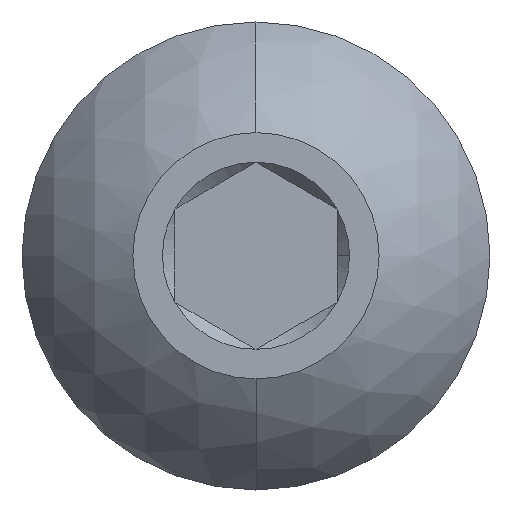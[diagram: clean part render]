
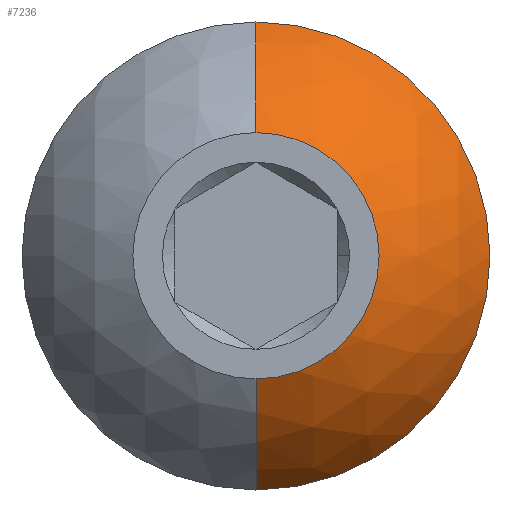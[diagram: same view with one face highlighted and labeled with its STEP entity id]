
A CAD part, top view. The second image highlights one B-rep face of the part: STEP entity #7236.
In plain terms, the highlighted spherical face has radius 5.172 mm.
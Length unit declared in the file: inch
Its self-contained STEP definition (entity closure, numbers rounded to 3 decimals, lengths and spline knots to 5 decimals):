
#6 = CARTESIAN_POINT ( 'NONE',  ( 0., 0., -0.18011 ) ) ;
#277 = ORIENTED_EDGE ( 'NONE', *, *, #698, .T. ) ;
#429 = DIRECTION ( 'NONE',  ( 0., 0., 1. ) ) ;
#670 = DIRECTION ( 'NONE',  ( 0., -1., 0. ) ) ;
#698 = EDGE_CURVE ( 'NONE', #11782, #7685, #3049, .T. ) ;
#720 = DIRECTION ( 'NONE',  ( 0., -1., 0. ) ) ;
#772 = AXIS2_PLACEMENT_3D ( 'NONE', #11498, #429, #8767 ) ;
#787 = CARTESIAN_POINT ( 'NONE',  ( 0., 0., -0.08585 ) ) ;
#802 = EDGE_LOOP ( 'NONE', ( #8740, #277, #3987, #10794, #7532 ) ) ;
#919 = CARTESIAN_POINT ( 'NONE',  ( 0., -0.1805, -0.08585 ) ) ;
#1170 = CIRCLE ( 'NONE', #772, 0.095 ) ;
#1342 = CIRCLE ( 'NONE', #11823, 0.20363 ) ;
#1344 = CARTESIAN_POINT ( 'NONE',  ( 0., 0., -0.08585 ) ) ;
#1513 = AXIS2_PLACEMENT_3D ( 'NONE', #1344, #10561, #4064 ) ;
#1669 = VERTEX_POINT ( 'NONE', #11151 ) ;
#1789 = DIRECTION ( 'NONE',  ( -1., 0., 0. ) ) ;
#2527 = CARTESIAN_POINT ( 'NONE',  ( 0., 0., -0.18011 ) ) ;
#2654 = CARTESIAN_POINT ( 'NONE',  ( 0., 0.095, 0. ) ) ;
#2704 = SPHERICAL_SURFACE ( 'NONE', #5939, 0.20363 ) ;
#3049 = CIRCLE ( 'NONE', #4562, 0.1805 ) ;
#3288 = VERTEX_POINT ( 'NONE', #2654 ) ;
#3987 = ORIENTED_EDGE ( 'NONE', *, *, #4182, .T. ) ;
#4064 = DIRECTION ( 'NONE',  ( 1., 0., 0. ) ) ;
#4182 = EDGE_CURVE ( 'NONE', #7685, #3288, #1342, .T. ) ;
#4520 = EDGE_CURVE ( 'NONE', #9849, #11782, #7989, .T. ) ;
#4562 = AXIS2_PLACEMENT_3D ( 'NONE', #787, #11732, #7124 ) ;
#5939 = AXIS2_PLACEMENT_3D ( 'NONE', #2527, #8068, #670 ) ;
#6794 = CARTESIAN_POINT ( 'NONE',  ( 0., 0.1805, -0.08585 ) ) ;
#7124 = DIRECTION ( 'NONE',  ( 1., 0., 0. ) ) ;
#7180 = FACE_OUTER_BOUND ( 'NONE', #802, .T. ) ;
#7236 = ADVANCED_FACE ( 'NONE', ( #7180 ), #2704, .T. ) ;
#7532 = ORIENTED_EDGE ( 'NONE', *, *, #10599, .F. ) ;
#7685 = VERTEX_POINT ( 'NONE', #6794 ) ;
#7989 = CIRCLE ( 'NONE', #1513, 0.1805 ) ;
#8068 = DIRECTION ( 'NONE',  ( 1., 0., 0. ) ) ;
#8422 = CIRCLE ( 'NONE', #10371, 0.20363 ) ;
#8701 = EDGE_CURVE ( 'NONE', #1669, #3288, #1170, .T. ) ;
#8740 = ORIENTED_EDGE ( 'NONE', *, *, #4520, .T. ) ;
#8767 = DIRECTION ( 'NONE',  ( 1., 0., 0. ) ) ;
#9619 = CARTESIAN_POINT ( 'NONE',  ( 0.1805, 0., -0.08585 ) ) ;
#9759 = CARTESIAN_POINT ( 'NONE',  ( 0., 0., -0.18011 ) ) ;
#9849 = VERTEX_POINT ( 'NONE', #919 ) ;
#9932 = DIRECTION ( 'NONE',  ( 0., 1., 0. ) ) ;
#10371 = AXIS2_PLACEMENT_3D ( 'NONE', #6, #1789, #720 ) ;
#10561 = DIRECTION ( 'NONE',  ( 0., 0., 1. ) ) ;
#10599 = EDGE_CURVE ( 'NONE', #9849, #1669, #8422, .T. ) ;
#10794 = ORIENTED_EDGE ( 'NONE', *, *, #8701, .F. ) ;
#10839 = DIRECTION ( 'NONE',  ( 1., 0., 0. ) ) ;
#11151 = CARTESIAN_POINT ( 'NONE',  ( 0., -0.095, 0. ) ) ;
#11498 = CARTESIAN_POINT ( 'NONE',  ( 0., 0., 0. ) ) ;
#11732 = DIRECTION ( 'NONE',  ( 0., 0., 1. ) ) ;
#11782 = VERTEX_POINT ( 'NONE', #9619 ) ;
#11823 = AXIS2_PLACEMENT_3D ( 'NONE', #9759, #10839, #9932 ) ;
